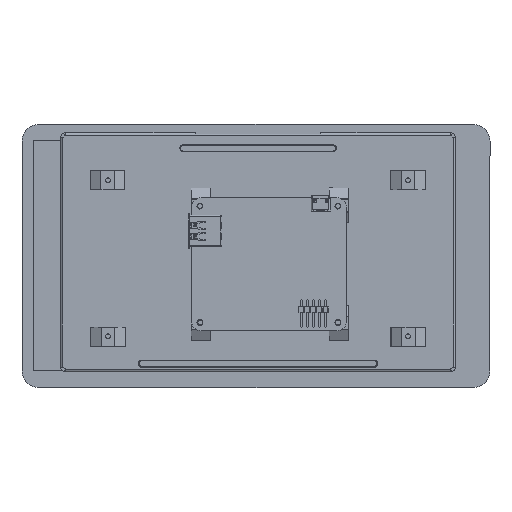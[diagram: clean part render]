
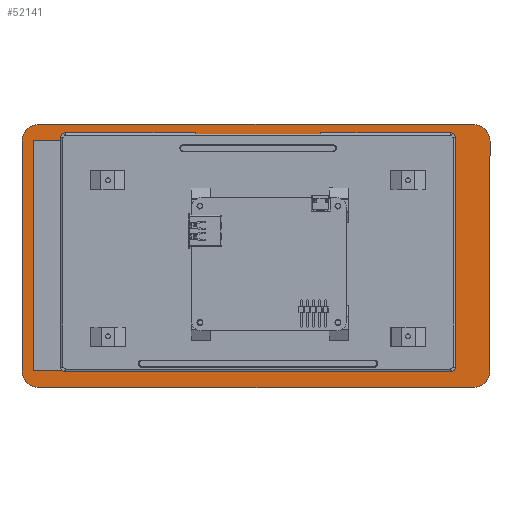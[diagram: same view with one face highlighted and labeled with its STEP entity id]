
A CAD part, front view. The second image highlights one B-rep face of the part: STEP entity #52141.
In plain terms, the highlighted planar face has unit normal (0, -1, -0.003).
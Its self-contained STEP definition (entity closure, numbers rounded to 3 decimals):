
#492 = ORIENTED_EDGE ( 'NONE', *, *, #36256, .F. ) ;
#565 = CARTESIAN_POINT ( 'NONE',  ( -91.5, 0., 55.38 ) ) ;
#790 = VECTOR ( 'NONE', #18375, 1000. ) ;
#1189 = ORIENTED_EDGE ( 'NONE', *, *, #22923, .F. ) ;
#1797 = EDGE_CURVE ( 'NONE', #11437, #39817, #21207, .T. ) ;
#2265 = DIRECTION ( 'NONE',  ( 0., 0., -1. ) ) ;
#3691 = DIRECTION ( 'NONE',  ( -1., 0., 0. ) ) ;
#3717 = EDGE_CURVE ( 'NONE', #53750, #31256, #22053, .T. ) ;
#3742 = DIRECTION ( 'NONE',  ( 1., 0., 0. ) ) ;
#4195 = EDGE_CURVE ( 'NONE', #14229, #16736, #50435, .T. ) ;
#4297 = VERTEX_POINT ( 'NONE', #24594 ) ;
#4689 = DIRECTION ( 'NONE',  ( 0., 1., 0. ) ) ;
#4842 = CARTESIAN_POINT ( 'NONE',  ( 91.5, 0., 55.38 ) ) ;
#5904 = ORIENTED_EDGE ( 'NONE', *, *, #46593, .F. ) ;
#7572 = FACE_BOUND ( 'NONE', #53213, .T. ) ;
#7686 = DIRECTION ( 'NONE',  ( 0., 0., 1. ) ) ;
#7704 = AXIS2_PLACEMENT_3D ( 'NONE', #45345, #32743, #7877 ) ;
#7877 = DIRECTION ( 'NONE',  ( 0., 0., 1. ) ) ;
#8322 = CARTESIAN_POINT ( 'NONE',  ( 91.5, 0., -48.38 ) ) ;
#8916 = DIRECTION ( 'NONE',  ( 0., 0., -1. ) ) ;
#8985 = DIRECTION ( 'NONE',  ( 0., -1., 0. ) ) ;
#9060 = VERTEX_POINT ( 'NONE', #21953 ) ;
#9419 = CARTESIAN_POINT ( 'NONE',  ( -98.5, 0., -48.38 ) ) ;
#11437 = VERTEX_POINT ( 'NONE', #46151 ) ;
#12119 = LINE ( 'NONE', #9419, #790 ) ;
#12515 = ORIENTED_EDGE ( 'NONE', *, *, #28157, .F. ) ;
#13159 = CARTESIAN_POINT ( 'NONE',  ( -91.5, 0., -55.38 ) ) ;
#13175 = LINE ( 'NONE', #565, #46327 ) ;
#13620 = CARTESIAN_POINT ( 'NONE',  ( 91.5, 0., 48.38 ) ) ;
#14229 = VERTEX_POINT ( 'NONE', #48679 ) ;
#16409 = EDGE_CURVE ( 'NONE', #39817, #47320, #45738, .T. ) ;
#16736 = VERTEX_POINT ( 'NONE', #46331 ) ;
#17247 = ORIENTED_EDGE ( 'NONE', *, *, #4195, .F. ) ;
#17831 = EDGE_CURVE ( 'NONE', #47320, #4297, #21825, .T. ) ;
#17963 = VECTOR ( 'NONE', #2265, 1000. ) ;
#18229 = CARTESIAN_POINT ( 'NONE',  ( 77.44, 0., 43.36 ) ) ;
#18375 = DIRECTION ( 'NONE',  ( 0., 0., 1. ) ) ;
#19827 = DIRECTION ( 'NONE',  ( 0., 1., 0. ) ) ;
#20461 = CARTESIAN_POINT ( 'NONE',  ( -77.44, 0., -43.36 ) ) ;
#20670 = CARTESIAN_POINT ( 'NONE',  ( 98.5, 0., -48.38 ) ) ;
#20995 = EDGE_CURVE ( 'NONE', #16736, #54031, #12119, .T. ) ;
#21207 = LINE ( 'NONE', #24557, #29791 ) ;
#21403 = DIRECTION ( 'NONE',  ( 1., 0., 0. ) ) ;
#21584 = CARTESIAN_POINT ( 'NONE',  ( 91.5, 0., -55.38 ) ) ;
#21825 = LINE ( 'NONE', #20461, #53614 ) ;
#21953 = CARTESIAN_POINT ( 'NONE',  ( 98.5, 0., 48.38 ) ) ;
#22053 = CIRCLE ( 'NONE', #44234, 7. ) ;
#22923 = EDGE_CURVE ( 'NONE', #54031, #37632, #44366, .T. ) ;
#23107 = EDGE_CURVE ( 'NONE', #4297, #11437, #49621, .T. ) ;
#23768 = AXIS2_PLACEMENT_3D ( 'NONE', #50778, #8985, #8916 ) ;
#24483 = VECTOR ( 'NONE', #7686, 1000. ) ;
#24557 = CARTESIAN_POINT ( 'NONE',  ( -77.44, 0., 43.36 ) ) ;
#24594 = CARTESIAN_POINT ( 'NONE',  ( -77.44, 0., -43.36 ) ) ;
#24780 = CARTESIAN_POINT ( 'NONE',  ( -77.44, 0., 43.36 ) ) ;
#25499 = ORIENTED_EDGE ( 'NONE', *, *, #16409, .T. ) ;
#26883 = FACE_OUTER_BOUND ( 'NONE', #48916, .T. ) ;
#27385 = ORIENTED_EDGE ( 'NONE', *, *, #3717, .F. ) ;
#28157 = EDGE_CURVE ( 'NONE', #31256, #14229, #30040, .T. ) ;
#28410 = AXIS2_PLACEMENT_3D ( 'NONE', #44975, #19827, #45690 ) ;
#28740 = VECTOR ( 'NONE', #34459, 1000. ) ;
#29791 = VECTOR ( 'NONE', #3742, 1000. ) ;
#30040 = LINE ( 'NONE', #13159, #28740 ) ;
#30183 = ORIENTED_EDGE ( 'NONE', *, *, #23107, .T. ) ;
#30674 = ORIENTED_EDGE ( 'NONE', *, *, #17831, .T. ) ;
#31256 = VERTEX_POINT ( 'NONE', #21584 ) ;
#31562 = CARTESIAN_POINT ( 'NONE',  ( 77.44, 0., 43.36 ) ) ;
#32743 = DIRECTION ( 'NONE',  ( 0., 1., 0. ) ) ;
#34096 = ORIENTED_EDGE ( 'NONE', *, *, #41796, .F. ) ;
#34459 = DIRECTION ( 'NONE',  ( -1., 0., 0. ) ) ;
#36059 = CIRCLE ( 'NONE', #52833, 7. ) ;
#36256 = EDGE_CURVE ( 'NONE', #37632, #50002, #13175, .T. ) ;
#37632 = VERTEX_POINT ( 'NONE', #43764 ) ;
#37878 = VECTOR ( 'NONE', #40274, 1000. ) ;
#37897 = LINE ( 'NONE', #44362, #17963 ) ;
#39031 = DIRECTION ( 'NONE',  ( 0., 0., 1. ) ) ;
#39817 = VERTEX_POINT ( 'NONE', #18229 ) ;
#39879 = CARTESIAN_POINT ( 'NONE',  ( -98.5, 0., 48.38 ) ) ;
#40274 = DIRECTION ( 'NONE',  ( 0., 0., -1. ) ) ;
#41796 = EDGE_CURVE ( 'NONE', #50002, #9060, #36059, .T. ) ;
#43061 = ORIENTED_EDGE ( 'NONE', *, *, #1797, .T. ) ;
#43764 = CARTESIAN_POINT ( 'NONE',  ( -91.5, 0., 55.38 ) ) ;
#44234 = AXIS2_PLACEMENT_3D ( 'NONE', #8322, #46121, #50732 ) ;
#44362 = CARTESIAN_POINT ( 'NONE',  ( 98.5, 0., -48.38 ) ) ;
#44366 = CIRCLE ( 'NONE', #28410, 7. ) ;
#44975 = CARTESIAN_POINT ( 'NONE',  ( -91.5, 0., 48.38 ) ) ;
#45345 = CARTESIAN_POINT ( 'NONE',  ( -91.5, 0., -48.38 ) ) ;
#45690 = DIRECTION ( 'NONE',  ( 0., 0., 1. ) ) ;
#45738 = LINE ( 'NONE', #31562, #37878 ) ;
#46121 = DIRECTION ( 'NONE',  ( 0., 1., 0. ) ) ;
#46151 = CARTESIAN_POINT ( 'NONE',  ( -77.44, 0., 43.36 ) ) ;
#46327 = VECTOR ( 'NONE', #21403, 1000. ) ;
#46331 = CARTESIAN_POINT ( 'NONE',  ( -98.5, 0., -48.38 ) ) ;
#46593 = EDGE_CURVE ( 'NONE', #9060, #53750, #37897, .T. ) ;
#47320 = VERTEX_POINT ( 'NONE', #49315 ) ;
#48679 = CARTESIAN_POINT ( 'NONE',  ( -91.5, 0., -55.38 ) ) ;
#48916 = EDGE_LOOP ( 'NONE', ( #27385, #5904, #34096, #492, #1189, #50773, #17247, #12515 ) ) ;
#49315 = CARTESIAN_POINT ( 'NONE',  ( 77.44, 0., -43.36 ) ) ;
#49621 = LINE ( 'NONE', #24780, #24483 ) ;
#50002 = VERTEX_POINT ( 'NONE', #4842 ) ;
#50435 = CIRCLE ( 'NONE', #7704, 7. ) ;
#50732 = DIRECTION ( 'NONE',  ( 0., 0., -1. ) ) ;
#50773 = ORIENTED_EDGE ( 'NONE', *, *, #20995, .F. ) ;
#50778 = CARTESIAN_POINT ( 'NONE',  ( 91.5, 0., -48.38 ) ) ;
#50958 = PLANE ( 'NONE',  #23768 ) ;
#52141 = ADVANCED_FACE ( 'NONE', ( #26883, #7572 ), #50958, .T. ) ;
#52833 = AXIS2_PLACEMENT_3D ( 'NONE', #13620, #4689, #39031 ) ;
#53213 = EDGE_LOOP ( 'NONE', ( #43061, #25499, #30674, #30183 ) ) ;
#53614 = VECTOR ( 'NONE', #3691, 1000. ) ;
#53750 = VERTEX_POINT ( 'NONE', #20670 ) ;
#54031 = VERTEX_POINT ( 'NONE', #39879 ) ;
